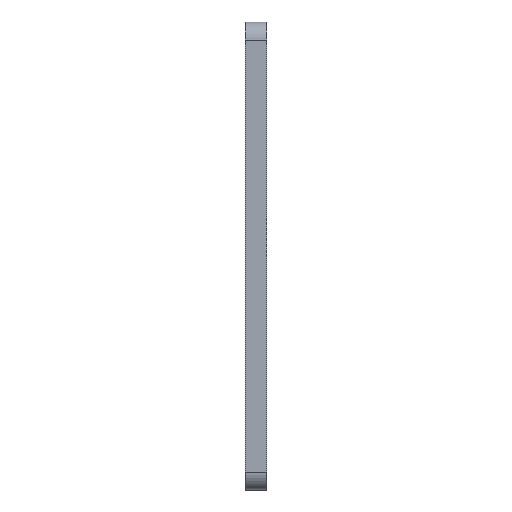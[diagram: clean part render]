
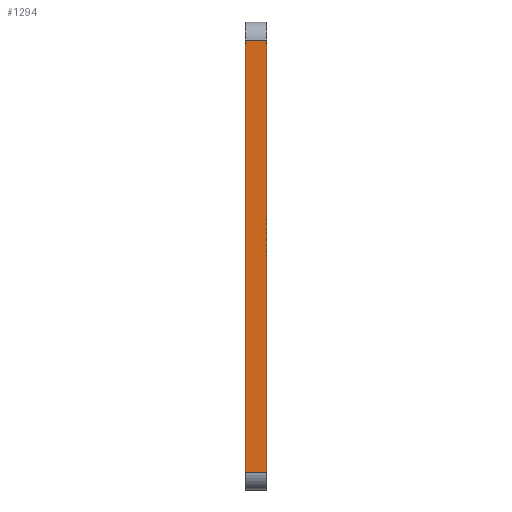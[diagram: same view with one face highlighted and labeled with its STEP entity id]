
A CAD part, left-side view. The second image highlights one B-rep face of the part: STEP entity #1294.
In plain terms, the highlighted planar face has unit normal (-1, 0, 0).
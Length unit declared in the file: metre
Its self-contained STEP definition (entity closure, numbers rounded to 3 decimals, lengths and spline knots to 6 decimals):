
#180=ORIENTED_EDGE('',*,*,#508,.F.);
#181=ORIENTED_EDGE('',*,*,#509,.T.);
#182=ORIENTED_EDGE('',*,*,#510,.F.);
#183=ORIENTED_EDGE('',*,*,#511,.T.);
#508=EDGE_CURVE('',#672,#673,#804,.T.);
#509=EDGE_CURVE('',#672,#674,#805,.T.);
#510=EDGE_CURVE('',#675,#674,#806,.T.);
#511=EDGE_CURVE('',#675,#673,#807,.F.);
#672=VERTEX_POINT('',#1994);
#673=VERTEX_POINT('',#1995);
#674=VERTEX_POINT('',#1997);
#675=VERTEX_POINT('',#1999);
#804=LINE('',#1993,#868);
#805=LINE('',#1996,#869);
#806=LINE('',#1998,#870);
#807=LINE('',#2000,#871);
#868=VECTOR('',#1581,1.);
#869=VECTOR('',#1582,1.);
#870=VECTOR('',#1583,1.);
#871=VECTOR('',#1584,1.);
#920=EDGE_LOOP('',(#180,#181,#182,#183));
#1098=FACE_BOUND('',#920,.T.);
#1276=PLANE('',#1389);
#1294=ADVANCED_FACE('',(#1098),#1276,.T.);
#1389=AXIS2_PLACEMENT_3D('',#1992,#1579,#1580);
#1579=DIRECTION('',(-1.,0.,0.));
#1580=DIRECTION('',(0.,0.,1.));
#1581=DIRECTION('',(0.,0.,-1.));
#1582=DIRECTION('',(0.,1.,0.));
#1583=DIRECTION('',(0.,0.,1.));
#1584=DIRECTION('',(0.,1.,0.));
#1992=CARTESIAN_POINT('',(-0.0725,-0.006,-0.062));
#1993=CARTESIAN_POINT('',(-0.0725,-0.006,0.06));
#1994=CARTESIAN_POINT('',(-0.0725,-0.006,0.058));
#1995=CARTESIAN_POINT('',(-0.0725,-0.006,-0.062));
#1996=CARTESIAN_POINT('',(-0.0725,-0.006,0.058));
#1997=CARTESIAN_POINT('',(-0.0725,0.,0.058));
#1998=CARTESIAN_POINT('',(-0.0725,0.,-0.062));
#1999=CARTESIAN_POINT('',(-0.0725,0.,-0.062));
#2000=CARTESIAN_POINT('',(-0.0725,-0.006,-0.062));
